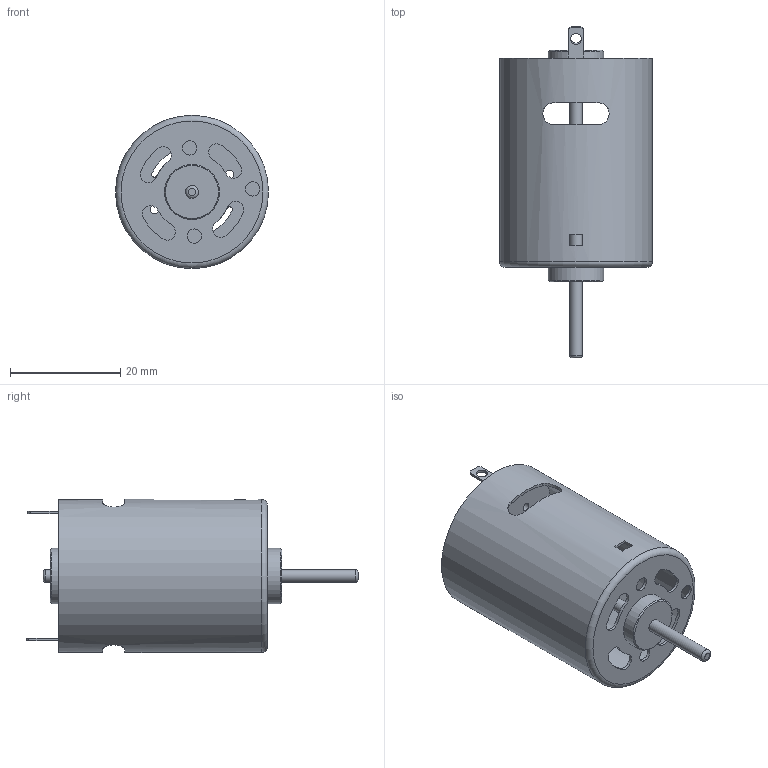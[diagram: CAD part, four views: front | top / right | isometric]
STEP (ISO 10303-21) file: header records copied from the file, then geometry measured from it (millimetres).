
FILE_DESCRIPTION( ( '' ), ' ' );
FILE_NAME( '5da2cfb1a8513f15b0e95a18.step', '2019-10-13T07:18:10', ( '' ), ( '' ), ' ', ' ', ' ' );
FILE_SCHEMA( ( 'AUTOMOTIVE_DESIGN { 1 0 10303 214 1 1 1 1 }' ) );
Length unit declared in the file: metre
Products named in the file (5): Assem1; Part 1
Assembly tree (5 placements, depth 2):
  Assem1
    Part 1
    Part 1
    Part 1
    Part 1  x2
Bounding box: 27.7 x 60.1 x 27.7 mm (x, y, z)
Volume: 2572.3 mm3; surface area: 9162.3 mm2
Topology: 5 solids, 5 shells, 103 faces, 259 edges, 171 vertices
Faces by surface type: plane 53, cylinder 44, torus 4, cone 2
Full cylindrical faces by diameter (mm): 1.5 x2, 2 x2, 2.3 x3, 2.6 x3, 9 x1, 10 x2, 26.7 x2, 27.7 x1
Entity records: 3862 total; most frequent: CARTESIAN_POINT 712, DIRECTION 500, ORIENTED_EDGE 422, EDGE_CURVE 211, AXIS2_PLACEMENT_3D 197, EDGE_LOOP 160, VERTEX_POINT 153, FACE_OUTER_BOUND 113
